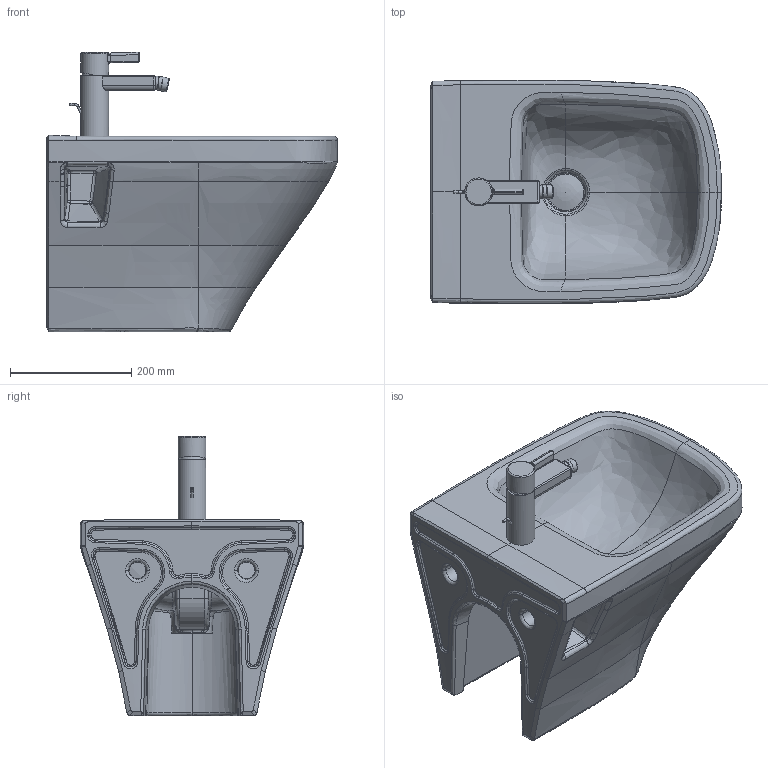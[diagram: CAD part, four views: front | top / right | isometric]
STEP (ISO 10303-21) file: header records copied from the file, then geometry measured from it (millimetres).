
FILE_DESCRIPTION((''),'2;1');
FILE_NAME('228515.stp','2013-10-21T20:08:09',('Administrator'),(''),'Autodesk Inventor 2011','Autodesk Inventor 2011','');
FILE_SCHEMA(('CONFIG_CONTROL_DESIGN'));
Length unit declared in the file: millimetre
Products named in the file (11): 228515; Kelch; Stopfen; Armatur Durastyle Bidet; Fassung Sieb; Griff; Gehäuse Bidet; Hebel_Ventil; Kugel; Gleitring
Assembly tree (10 placements, depth 3):
  228515
    228515
    Kelch
    Stopfen
    Armatur Durastyle Bidet
      Fassung Sieb
      Griff
      Gehäuse Bidet
      Hebel_Ventil
      Kugel
      Gleitring
Bounding box: 480.38 x 370 x 461.62 mm (x, y, z)
Volume: 18961844.3 mm3; surface area: 1011655.2 mm2
Topology: 8 solids, 10 shells, 545 faces, 1301 edges, 761 vertices
Faces by surface type: bspline 348, plane 81, cylinder 76, sphere 20, torus 14, cone 6
Full cylindrical faces by diameter (mm): 4 x2, 20.15 x1, 21.15 x1, 21.334 x1, 23.15 x1, 25 x1, 42 x1, 44 x1, 46 x2, 60 x1
Entity records: 173427 total; most frequent: CARTESIAN_POINT 162717, ORIENTED_EDGE 2514, DIRECTION 1407, EDGE_CURVE 1259, VERTEX_POINT 750, B_SPLINE_CURVE_WITH_KNOTS 624, EDGE_LOOP 595, AXIS2_PLACEMENT_3D 555
